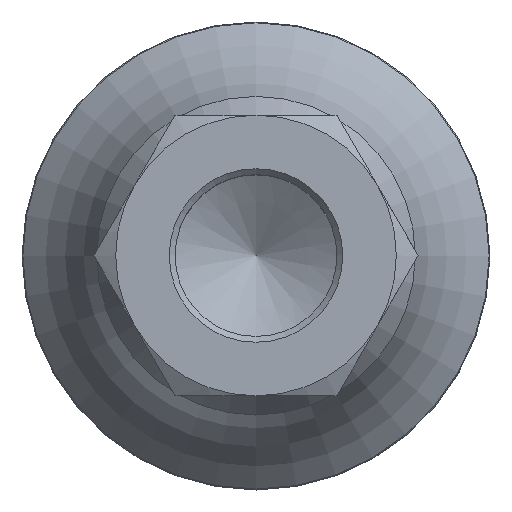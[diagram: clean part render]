
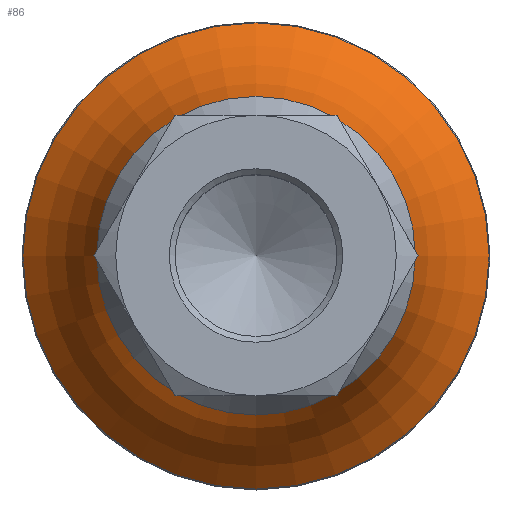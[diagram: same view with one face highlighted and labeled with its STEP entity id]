
A CAD part, top view. The second image highlights one B-rep face of the part: STEP entity #86.
In plain terms, the highlighted toroidal (fillet/blend) face has major radius 32.839 mm and minor radius 20 mm.
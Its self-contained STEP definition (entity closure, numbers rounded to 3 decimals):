
#86 = ADVANCED_FACE( '', ( #136, #137 ), #138, .F. );
#136 = FACE_OUTER_BOUND( '', #207, .T. );
#137 = FACE_OUTER_BOUND( '', #208, .T. );
#138 = TOROIDAL_SURFACE( '', #209, 32.839, 20. );
#207 = EDGE_LOOP( '', ( #305 ) );
#208 = EDGE_LOOP( '', ( #306 ) );
#209 = AXIS2_PLACEMENT_3D( '', #307, #308, #309 );
#305 = ORIENTED_EDGE( '', *, *, #437, .T. );
#306 = ORIENTED_EDGE( '', *, *, #432, .F. );
#307 = CARTESIAN_POINT( '', ( 0., 0., 23.335 ) );
#308 = DIRECTION( '', ( 0., 0., 1. ) );
#309 = DIRECTION( '', ( 1., 0., 0. ) );
#432 = EDGE_CURVE( '', #488, #488, #489, .T. );
#437 = EDGE_CURVE( '', #498, #498, #499, .T. );
#488 = VERTEX_POINT( '', #564 );
#489 = CIRCLE( '', #565, 13.62 );
#498 = VERTEX_POINT( '', #574 );
#499 = CIRCLE( '', #575, 19.929 );
#564 = CARTESIAN_POINT( '', ( 13.62, 0., 17.8 ) );
#565 = AXIS2_PLACEMENT_3D( '', #736, #737, #738 );
#574 = CARTESIAN_POINT( '', ( 19.929, 0., 8.06 ) );
#575 = AXIS2_PLACEMENT_3D( '', #751, #752, #753 );
#736 = CARTESIAN_POINT( '', ( 0., 0., 17.8 ) );
#737 = DIRECTION( '', ( 0., 0., 1. ) );
#738 = DIRECTION( '', ( 1., 0., 0. ) );
#751 = CARTESIAN_POINT( '', ( 0., 0., 8.06 ) );
#752 = DIRECTION( '', ( 0., 0., 1. ) );
#753 = DIRECTION( '', ( 1., 0., 0. ) );
